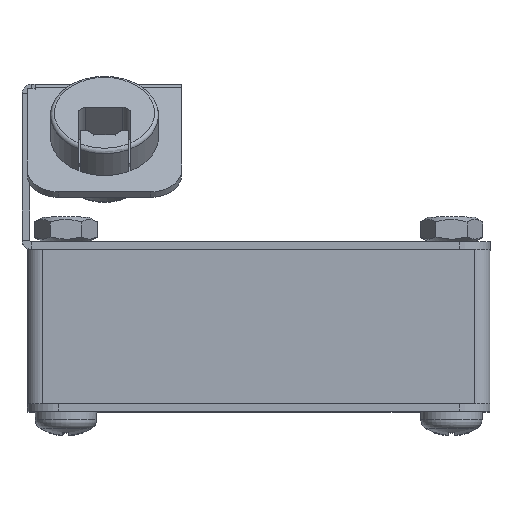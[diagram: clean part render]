
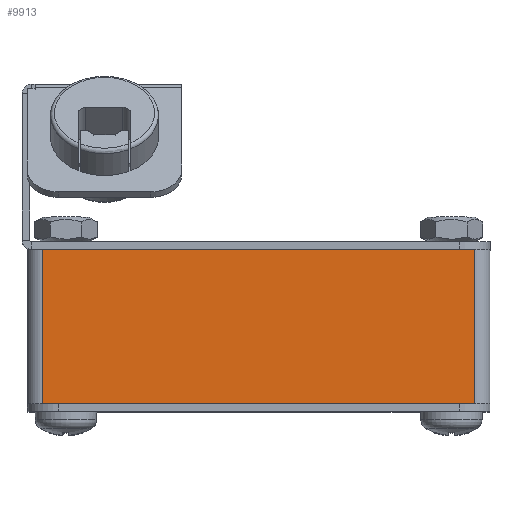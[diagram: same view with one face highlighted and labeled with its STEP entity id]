
A CAD part, top view. The second image highlights one B-rep face of the part: STEP entity #9913.
In plain terms, the highlighted planar face has unit normal (0, 0, 1).
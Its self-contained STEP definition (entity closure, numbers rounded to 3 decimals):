
#481=PLANE('',#10508);
#756=FACE_OUTER_BOUND('',#1308,.T.);
#1308=EDGE_LOOP('',(#6328,#6329,#6330,#6331));
#1945=LINE('',#14427,#2680);
#1954=LINE('',#14476,#2689);
#1955=LINE('',#14479,#2690);
#1956=LINE('',#14480,#2691);
#2680=VECTOR('',#11567,10.);
#2689=VECTOR('',#11610,10.);
#2690=VECTOR('',#11613,10.);
#2691=VECTOR('',#11614,10.);
#3889=VERTEX_POINT('',#14424);
#3890=VERTEX_POINT('',#14426);
#3913=VERTEX_POINT('',#14474);
#3914=VERTEX_POINT('',#14478);
#4844=EDGE_CURVE('',#3890,#3889,#1945,.T.);
#4869=EDGE_CURVE('',#3890,#3913,#1954,.T.);
#4870=EDGE_CURVE('',#3914,#3889,#1955,.T.);
#4871=EDGE_CURVE('',#3914,#3913,#1956,.T.);
#6328=ORIENTED_EDGE('',*,*,#4869,.F.);
#6329=ORIENTED_EDGE('',*,*,#4844,.T.);
#6330=ORIENTED_EDGE('',*,*,#4870,.F.);
#6331=ORIENTED_EDGE('',*,*,#4871,.T.);
#9913=ADVANCED_FACE('',(#756),#481,.T.);
#10508=AXIS2_PLACEMENT_3D('',#14477,#11611,#11612);
#11567=DIRECTION('',(-1.,0.,0.));
#11610=DIRECTION('',(0.,-1.,0.));
#11611=DIRECTION('center_axis',(0.,0.,1.));
#11612=DIRECTION('ref_axis',(-1.,0.,0.));
#11613=DIRECTION('',(0.,1.,0.));
#11614=DIRECTION('',(1.,0.,0.));
#14424=CARTESIAN_POINT('',(-27.94,-1.354,26.137));
#14426=CARTESIAN_POINT('',(28.06,-1.354,26.137));
#14427=CARTESIAN_POINT('',(30.06,-1.354,26.137));
#14474=CARTESIAN_POINT('',(28.06,-21.354,26.137));
#14476=CARTESIAN_POINT('',(28.06,-1.354,26.137));
#14477=CARTESIAN_POINT('Origin',(-29.94,-1.354,26.137));
#14478=CARTESIAN_POINT('',(-27.94,-21.354,26.137));
#14479=CARTESIAN_POINT('',(-27.94,-1.354,26.137));
#14480=CARTESIAN_POINT('',(-14.94,-21.354,26.137));
